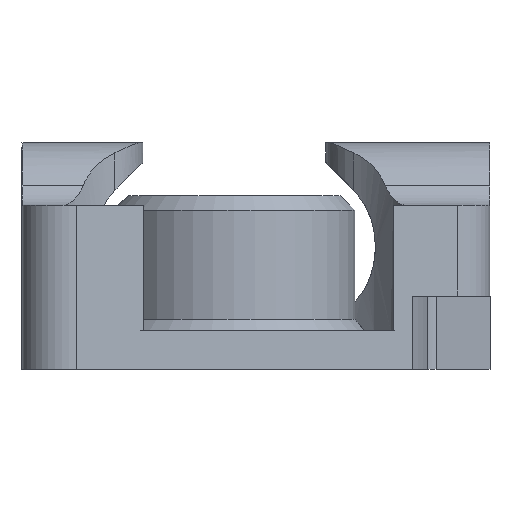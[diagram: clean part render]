
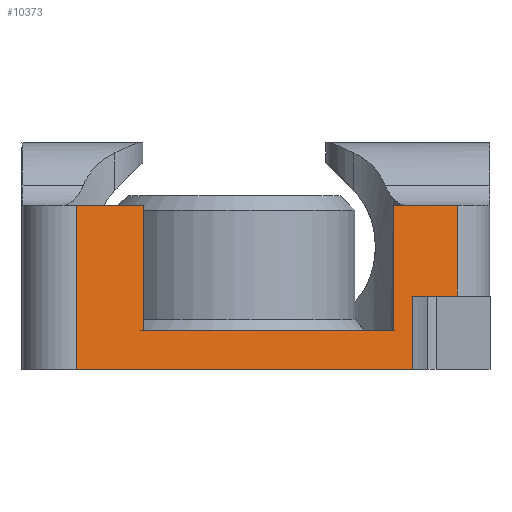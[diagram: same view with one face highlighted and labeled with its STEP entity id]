
A CAD part, left-side view. The second image highlights one B-rep face of the part: STEP entity #10373.
In plain terms, the highlighted planar face has unit normal (-0.969, -0.249, 0).
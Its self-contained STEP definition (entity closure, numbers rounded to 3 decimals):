
#1298=PLANE('',#10740);
#1855=FACE_OUTER_BOUND('',#2465,.T.);
#2465=EDGE_LOOP('',(#9744,#9745,#9746,#9747,#9748,#9749,#9750,#9751,#9752,
#9753));
#2483=LINE('',#12254,#3183);
#2492=LINE('',#12278,#3192);
#2528=LINE('',#12422,#3228);
#3111=LINE('',#21184,#3811);
#3126=LINE('',#21652,#3826);
#3136=LINE('',#21798,#3836);
#3153=LINE('',#21869,#3853);
#3158=LINE('',#21890,#3858);
#3161=LINE('',#21897,#3861);
#3166=LINE('',#21907,#3866);
#3183=VECTOR('',#10828,10.);
#3192=VECTOR('',#10849,10.);
#3228=VECTOR('',#10965,10.);
#3811=VECTOR('',#11886,10.);
#3826=VECTOR('',#11937,10.);
#3836=VECTOR('',#12019,10.);
#3853=VECTOR('',#12102,10.);
#3858=VECTOR('',#12121,10.);
#3861=VECTOR('',#12132,10.);
#3866=VECTOR('',#12147,10.);
#4030=VERTEX_POINT('',#12248);
#4032=VERTEX_POINT('',#12252);
#4041=VERTEX_POINT('',#12277);
#4091=VERTEX_POINT('',#12421);
#4970=VERTEX_POINT('',#21181);
#4971=VERTEX_POINT('',#21183);
#5006=VERTEX_POINT('',#21649);
#5007=VERTEX_POINT('',#21651);
#5040=VERTEX_POINT('',#21868);
#5041=VERTEX_POINT('',#21888);
#5079=EDGE_CURVE('',#4030,#4032,#2483,.T.);
#5090=EDGE_CURVE('',#4032,#4041,#2492,.T.);
#5154=EDGE_CURVE('',#4091,#4030,#2528,.T.);
#6475=EDGE_CURVE('',#4971,#4970,#3111,.T.);
#6526=EDGE_CURVE('',#5006,#5007,#3126,.T.);
#6567=EDGE_CURVE('',#4971,#5006,#3136,.T.);
#6597=EDGE_CURVE('',#5040,#5007,#3153,.T.);
#6605=EDGE_CURVE('',#4970,#5041,#3158,.T.);
#6608=EDGE_CURVE('',#4041,#5040,#3161,.T.);
#6613=EDGE_CURVE('',#4091,#5041,#3166,.T.);
#9744=ORIENTED_EDGE('',*,*,#5090,.T.);
#9745=ORIENTED_EDGE('',*,*,#6608,.T.);
#9746=ORIENTED_EDGE('',*,*,#6597,.T.);
#9747=ORIENTED_EDGE('',*,*,#6526,.F.);
#9748=ORIENTED_EDGE('',*,*,#6567,.F.);
#9749=ORIENTED_EDGE('',*,*,#6475,.T.);
#9750=ORIENTED_EDGE('',*,*,#6605,.T.);
#9751=ORIENTED_EDGE('',*,*,#6613,.F.);
#9752=ORIENTED_EDGE('',*,*,#5154,.T.);
#9753=ORIENTED_EDGE('',*,*,#5079,.T.);
#10373=ADVANCED_FACE('',(#1855),#1298,.T.);
#10740=AXIS2_PLACEMENT_3D('',#21906,#12145,#12146);
#10828=DIRECTION('',(0.,0.,1.));
#10849=DIRECTION('',(0.249,-0.969,0.));
#10965=DIRECTION('',(0.249,-0.969,0.));
#11886=DIRECTION('',(0.,0.,1.));
#11937=DIRECTION('',(0.,0.,1.));
#12019=DIRECTION('',(0.249,-0.969,0.));
#12102=DIRECTION('',(-0.249,0.969,0.));
#12121=DIRECTION('',(-0.249,0.969,0.));
#12132=DIRECTION('',(0.,0.,1.));
#12145=DIRECTION('center_axis',(-0.969,-0.249,0.));
#12146=DIRECTION('ref_axis',(0.249,-0.969,0.));
#12147=DIRECTION('',(0.,0.,1.));
#12248=CARTESIAN_POINT('',(-31.197,-18.495,0.));
#12252=CARTESIAN_POINT('',(-31.197,-18.495,7.6));
#12254=CARTESIAN_POINT('',(-31.197,-18.495,0.));
#12277=CARTESIAN_POINT('',(-30.008,-23.12,7.6));
#12278=CARTESIAN_POINT('',(-35.016,-3.631,7.6));
#12421=CARTESIAN_POINT('',(-40.158,16.38,0.));
#12422=CARTESIAN_POINT('',(-40.158,16.38,0.));
#21181=CARTESIAN_POINT('',(-38.355,9.363,17.));
#21183=CARTESIAN_POINT('',(-38.355,9.363,4.));
#21184=CARTESIAN_POINT('',(-38.355,9.363,0.));
#21649=CARTESIAN_POINT('',(-31.723,-16.449,4.));
#21651=CARTESIAN_POINT('',(-31.723,-16.449,17.));
#21652=CARTESIAN_POINT('',(-31.723,-16.449,0.));
#21798=CARTESIAN_POINT('',(-40.158,16.38,4.));
#21868=CARTESIAN_POINT('',(-30.008,-23.12,17.));
#21869=CARTESIAN_POINT('',(-35.277,-2.618,17.));
#21888=CARTESIAN_POINT('',(-40.158,16.38,17.));
#21890=CARTESIAN_POINT('',(-35.277,-2.618,17.));
#21897=CARTESIAN_POINT('',(-30.008,-23.12,0.));
#21906=CARTESIAN_POINT('Origin',(-40.158,16.38,0.));
#21907=CARTESIAN_POINT('',(-40.158,16.38,0.));
